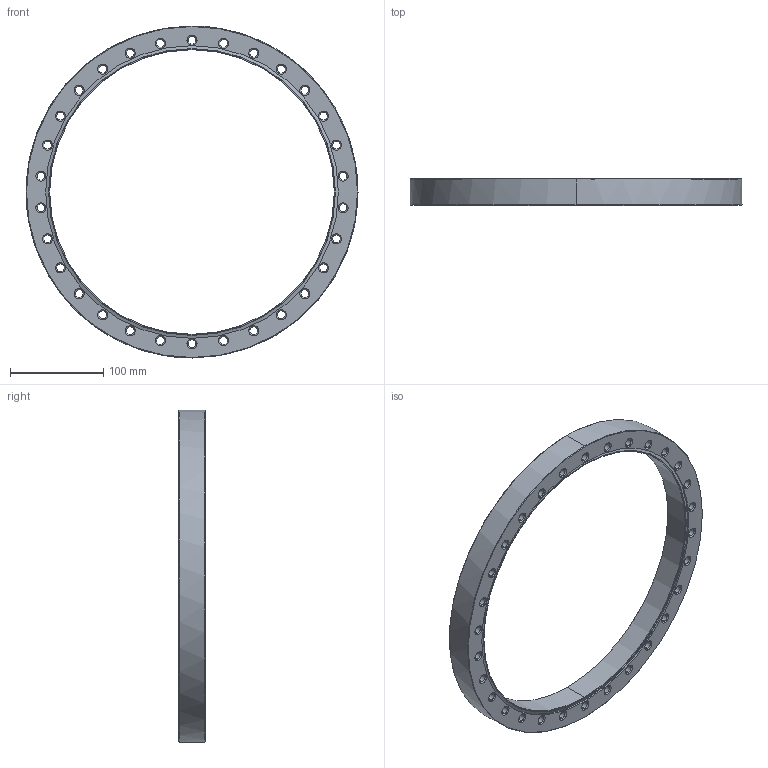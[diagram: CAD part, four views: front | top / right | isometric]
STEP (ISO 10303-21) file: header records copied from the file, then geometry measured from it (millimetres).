
FILE_DESCRIPTION (( 'STEP AP214' ), '1' );
FILE_NAME ('Hositrad_CF300-300-DT.STEP', '2017-05-05T14:56:09', ( 'Gebruiker' ), ( '' ), 'SwSTEP 2.0', 'SolidWorks 2017', '' );
FILE_SCHEMA (( 'AUTOMOTIVE_DESIGN' ));
Length unit declared in the file: millimetre
Products named in the file (1): Hositrad_CF300-300-DT
Bounding box: 355.6 x 28.4 x 355.6 mm (x, y, z)
Volume: 688553.6 mm3; surface area: 131734.8 mm2
Topology: 1 solids, 1 shells, 212 faces, 496 edges, 287 vertices
Faces by surface type: cone 133, cylinder 68, plane 11
Entity records: 6191 total; most frequent: DIRECTION 1195, CARTESIAN_POINT 1008, ORIENTED_EDGE 992, EDGE_CURVE 496, AXIS2_PLACEMENT_3D 490, VERTEX_POINT 287, CIRCLE 277, EDGE_LOOP 275
